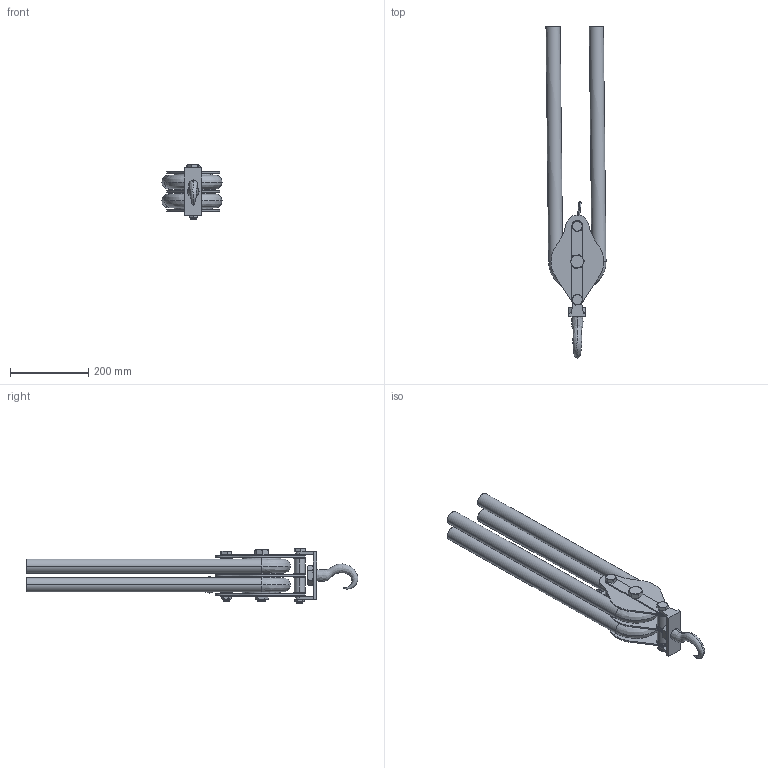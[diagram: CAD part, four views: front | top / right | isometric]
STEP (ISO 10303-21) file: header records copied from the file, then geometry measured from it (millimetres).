
FILE_DESCRIPTION(('FreeCAD Model'),'2;1');
FILE_NAME('Open CASCADE Shape Model','2025-04-30T11:21:03',('FreeCAD'),( 'FreeCAD'),'Open CASCADE STEP processor 7.6','FreeCAD','Unknown');
FILE_SCHEMA(('AUTOMOTIVE_DESIGN { 1 0 10303 214 1 1 1 1 }'));
Products named in the file (1): Open CASCADE STEP translator 7.6 1
Bounding box: 153.09 x 846.28 x 141.5 mm (x, y, z)
Volume: 3574643.3 mm3; surface area: 639792.3 mm2
Topology: 22 solids, 22 shells, 845 faces, 2011 edges, 1224 vertices
Faces by surface type: bspline 845
Entity records: 30657 total; most frequent: CARTESIAN_POINT 19647, ORIENTED_EDGE 4022, EDGE_CURVE 2011, VERTEX_POINT 1224, FACE_BOUND 917, EDGE_LOOP 917, B_SPLINE_CURVE_WITH_KNOTS 887, ADVANCED_FACE 845
